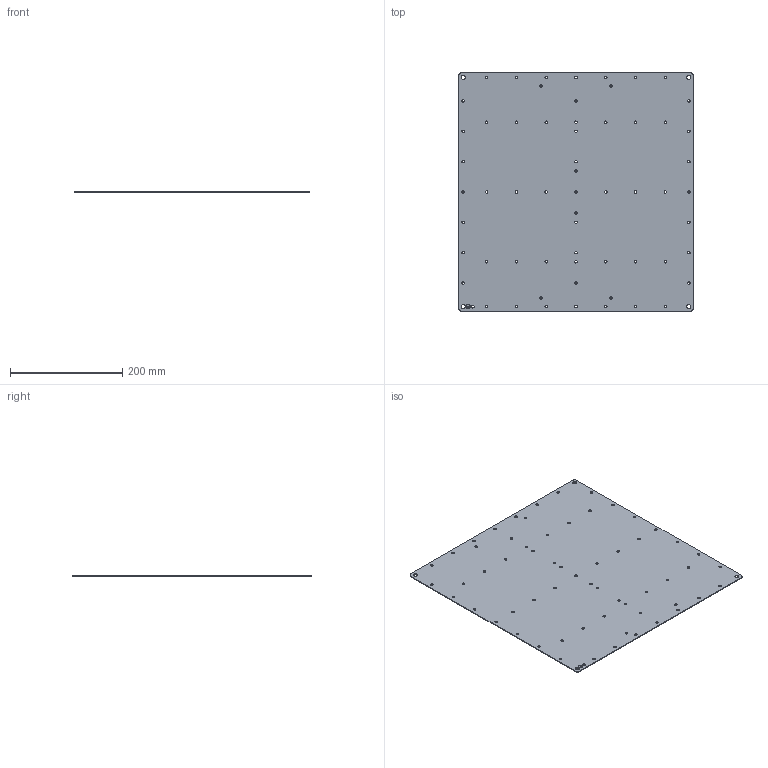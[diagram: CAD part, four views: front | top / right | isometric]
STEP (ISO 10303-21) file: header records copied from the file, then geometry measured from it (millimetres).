
FILE_DESCRIPTION(('CATIA V5 STEP Exchange','CAx-IF Rec.Pracs.--- Model Styling and Organization---1.2---2011-12-15'),'2;1');
FILE_NAME ('D1461573_0_2022610000_2022610000.stp','2018-02-08T12:44:39+00:00',('none'),('Weidmueller'),'CATIA Version 5-6 Release 2014','CATIA V5 STEP AP214','none');
FILE_SCHEMA(('AUTOMOTIVE_DESIGN { 1 0 10303 214 1 1 1 1 }'));
Length unit declared in the file: millimetre
Products named in the file (1): 1257710000_KTB_MOPL_4848_S2N_H  
Bounding box: 419 x 425 x 1.5 mm (x, y, z)
Volume: 265338.4 mm3; surface area: 357771.3 mm2
Topology: 1 solids, 1 shells, 299 faces, 876 edges, 584 vertices
Faces by surface type: cylinder 272, plane 27
Entity records: 9990 total; most frequent: CARTESIAN_POINT 1791, ORIENTED_EDGE 1752, DIRECTION 1456, EDGE_CURVE 876, AXIS2_PLACEMENT_3D 833, VERTEX_POINT 584, CIRCLE 540, EDGE_LOOP 436
